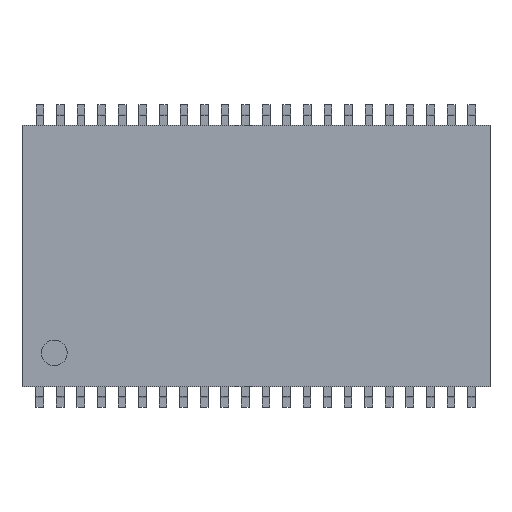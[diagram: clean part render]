
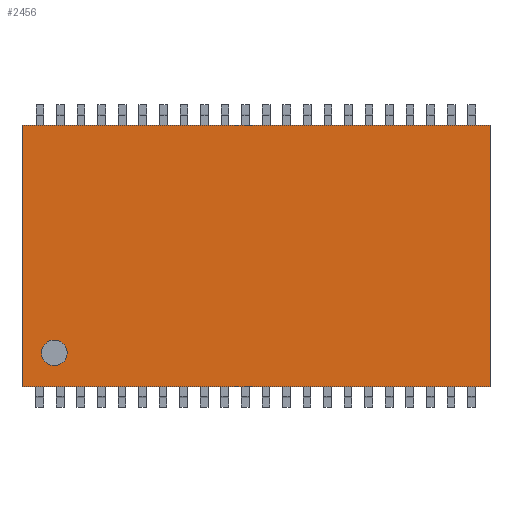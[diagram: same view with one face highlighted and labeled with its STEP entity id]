
A CAD part, top view. The second image highlights one B-rep face of the part: STEP entity #2456.
In plain terms, the highlighted planar face has unit normal (0, 0, 1).
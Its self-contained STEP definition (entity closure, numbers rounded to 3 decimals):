
#12 = DIRECTION ( 'NONE',  ( -1., 0., 0. ) ) ;
#160 = DIRECTION ( 'NONE',  ( 1., 0., 0. ) ) ;
#185 = CARTESIAN_POINT ( 'NONE',  ( -9.105, -5.08, 1.2 ) ) ;
#590 = VECTOR ( 'NONE', #672, 1000. ) ;
#672 = DIRECTION ( 'NONE',  ( 0., 1., 0. ) ) ;
#1184 = CARTESIAN_POINT ( 'NONE',  ( -9.105, 5.08, 1.2 ) ) ;
#1392 = VECTOR ( 'NONE', #4654, 1000. ) ;
#1545 = DIRECTION ( 'NONE',  ( 0., 0., 1. ) ) ;
#1575 = EDGE_CURVE ( 'NONE', #5321, #2809, #2772, .T. ) ;
#1634 = AXIS2_PLACEMENT_3D ( 'NONE', #4963, #1545, #2978 ) ;
#1803 = VERTEX_POINT ( 'NONE', #4613 ) ;
#1834 = CARTESIAN_POINT ( 'NONE',  ( 9.105, 5.08, 1.2 ) ) ;
#1954 = CARTESIAN_POINT ( 'NONE',  ( 9.105, -5.08, 1.2 ) ) ;
#1955 = EDGE_LOOP ( 'NONE', ( #3454, #2154, #4310, #4655 ) ) ;
#2023 = LINE ( 'NONE', #1954, #4579 ) ;
#2100 = CARTESIAN_POINT ( 'NONE',  ( -9.105, 5.08, 1.2 ) ) ;
#2154 = ORIENTED_EDGE ( 'NONE', *, *, #1575, .F. ) ;
#2199 = LINE ( 'NONE', #2100, #3090 ) ;
#2456 = ADVANCED_FACE ( 'NONE', ( #4897 ), #3457, .T. ) ;
#2552 = VERTEX_POINT ( 'NONE', #4511 ) ;
#2772 = LINE ( 'NONE', #3278, #590 ) ;
#2809 = VERTEX_POINT ( 'NONE', #1184 ) ;
#2814 = EDGE_CURVE ( 'NONE', #2809, #1803, #2199, .T. ) ;
#2978 = DIRECTION ( 'NONE',  ( 1., 0., 0. ) ) ;
#3090 = VECTOR ( 'NONE', #160, 1000. ) ;
#3278 = CARTESIAN_POINT ( 'NONE',  ( -9.105, -5.08, 1.2 ) ) ;
#3454 = ORIENTED_EDGE ( 'NONE', *, *, #2814, .F. ) ;
#3457 = PLANE ( 'NONE',  #1634 ) ;
#4310 = ORIENTED_EDGE ( 'NONE', *, *, #4521, .F. ) ;
#4356 = LINE ( 'NONE', #1834, #1392 ) ;
#4511 = CARTESIAN_POINT ( 'NONE',  ( 9.105, -5.08, 1.2 ) ) ;
#4521 = EDGE_CURVE ( 'NONE', #2552, #5321, #2023, .T. ) ;
#4579 = VECTOR ( 'NONE', #12, 1000. ) ;
#4613 = CARTESIAN_POINT ( 'NONE',  ( 9.105, 5.08, 1.2 ) ) ;
#4654 = DIRECTION ( 'NONE',  ( 0., -1., 0. ) ) ;
#4655 = ORIENTED_EDGE ( 'NONE', *, *, #5914, .F. ) ;
#4897 = FACE_OUTER_BOUND ( 'NONE', #1955, .T. ) ;
#4963 = CARTESIAN_POINT ( 'NONE',  ( -9.105, -5.08, 1.2 ) ) ;
#5321 = VERTEX_POINT ( 'NONE', #185 ) ;
#5914 = EDGE_CURVE ( 'NONE', #1803, #2552, #4356, .T. ) ;
